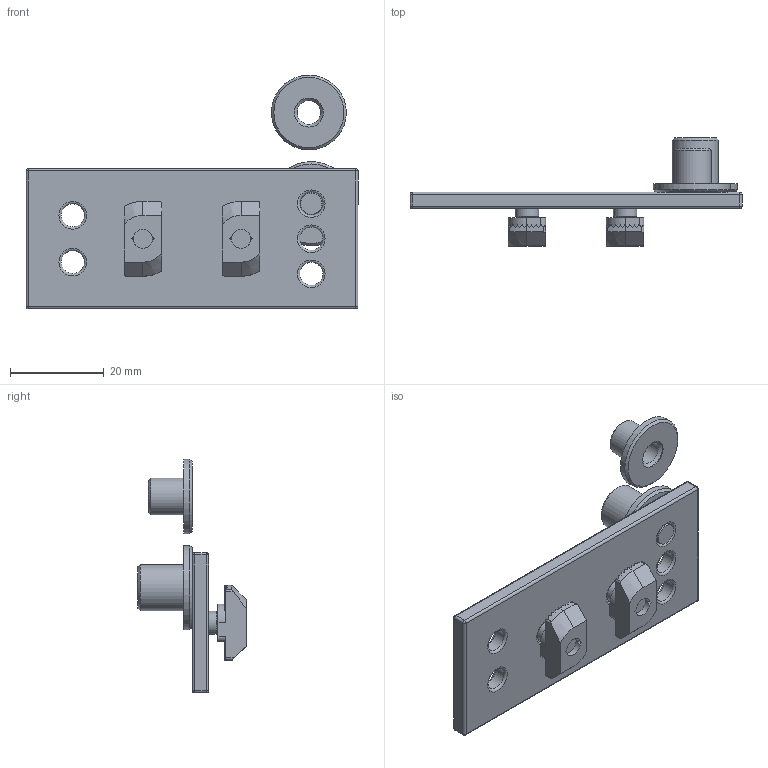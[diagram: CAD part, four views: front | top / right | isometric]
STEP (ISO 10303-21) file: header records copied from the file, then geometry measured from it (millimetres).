
FILE_DESCRIPTION (( 'STEP AP214' ), '1' );
FILE_NAME ('093FDE30N0810.STEP', '2014-10-24T13:57:12', ( 'Admin' ), ( 'Hewlett-Packard Company' ), 'SwSTEP 2.0', 'SolidWorks 2014', '' );
FILE_SCHEMA (( 'AUTOMOTIVE_DESIGN' ));
Length unit declared in the file: millimetre
Products named in the file (7): 093FDE30N08R01; 093FDE30N10R01; 4iso2338m0514m_4 ISO 2338 m05 14m; 096h08415_096 h08 5 15; 4din7991m0510m_4DIN7991M0510M; 093FDE30N0810R01; 093FDE30N0810
Assembly tree (8 placements, depth 2):
  093FDE30N0810
    093FDE30N0810R01
    4din7991m0510m_4DIN7991M0510M  x2
    096h08415_096 h08 5 15  x2
    4iso2338m0514m_4 ISO 2338 m05 14m
    093FDE30N10R01
    093FDE30N08R01
Bounding box: 71 x 23.1 x 50 mm (x, y, z)
Volume: 9978.1 mm3; surface area: 8709.5 mm2
Topology: 8 solids, 8 shells, 304 faces, 754 edges, 460 vertices
Faces by surface type: plane 134, cylinder 102, cone 44, torus 16, sphere 8
Full cylindrical faces by diameter (mm): 4.1 x2, 4.9 x5, 5 x17, 5.3 x2, 6.2 x2, 7.9 x1, 9.64 x2, 9.9 x1, 16 x1, 18 x1
Entity records: 5565 total; most frequent: CARTESIAN_POINT 1286, DIRECTION 834, ORIENTED_EDGE 750, EDGE_CURVE 375, AXIS2_PLACEMENT_3D 335, EDGE_LOOP 276, VERTEX_POINT 265, FACE_OUTER_BOUND 229
